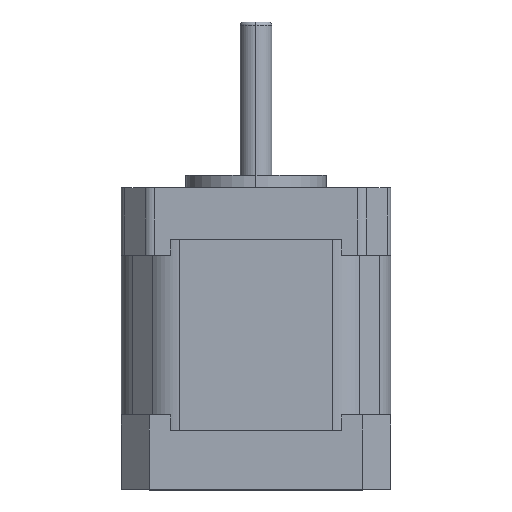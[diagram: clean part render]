
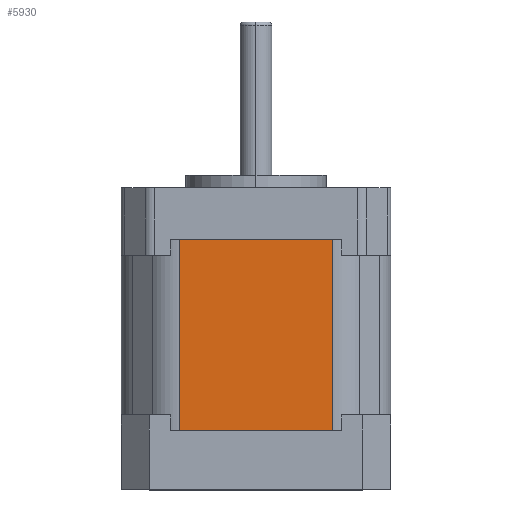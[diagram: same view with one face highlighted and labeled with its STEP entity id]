
A CAD part, top view. The second image highlights one B-rep face of the part: STEP entity #5930.
In plain terms, the highlighted planar face has unit normal (0, 0, 1).
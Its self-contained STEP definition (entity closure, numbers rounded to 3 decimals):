
#821 = AXIS2_PLACEMENT_3D ( 'NONE', #10701, #6270, #14172 ) ;
#1628 = LINE ( 'NONE', #9579, #3188 ) ;
#3110 = ORIENTED_EDGE ( 'NONE', *, *, #14154, .F. ) ;
#3188 = VECTOR ( 'NONE', #6241, 1000. ) ;
#3252 = DIRECTION ( 'NONE',  ( 1., 0., 0. ) ) ;
#3288 = CARTESIAN_POINT ( 'NONE',  ( -12.806, 15.164, 21.492 ) ) ;
#3383 = LINE ( 'NONE', #9171, #7786 ) ;
#3555 = VERTEX_POINT ( 'NONE', #12275 ) ;
#5592 = ORIENTED_EDGE ( 'NONE', *, *, #5724, .F. ) ;
#5724 = EDGE_CURVE ( 'NONE', #10437, #6509, #12258, .T. ) ;
#5930 = ADVANCED_FACE ( 'NONE', ( #8708 ), #9568, .F. ) ;
#6087 = LINE ( 'NONE', #12227, #10841 ) ;
#6241 = DIRECTION ( 'NONE',  ( -1., 0., 0. ) ) ;
#6270 = DIRECTION ( 'NONE',  ( 0., 0., -1. ) ) ;
#6509 = VERTEX_POINT ( 'NONE', #12084 ) ;
#6824 = CARTESIAN_POINT ( 'NONE',  ( 11.088, 15.164, 21.492 ) ) ;
#6832 = EDGE_CURVE ( 'NONE', #3555, #8091, #3383, .T. ) ;
#7786 = VECTOR ( 'NONE', #10350, 1000. ) ;
#8028 = EDGE_LOOP ( 'NONE', ( #10514, #9499, #5592, #3110 ) ) ;
#8091 = VERTEX_POINT ( 'NONE', #3288 ) ;
#8708 = FACE_OUTER_BOUND ( 'NONE', #8028, .T. ) ;
#9171 = CARTESIAN_POINT ( 'NONE',  ( -12.806, -14.836, 21.492 ) ) ;
#9499 = ORIENTED_EDGE ( 'NONE', *, *, #10920, .F. ) ;
#9568 = PLANE ( 'NONE',  #821 ) ;
#9579 = CARTESIAN_POINT ( 'NONE',  ( -17.61, -14.836, 21.492 ) ) ;
#9975 = CARTESIAN_POINT ( 'NONE',  ( 11.088, 15.164, 21.492 ) ) ;
#10350 = DIRECTION ( 'NONE',  ( 0., 1., 0. ) ) ;
#10437 = VERTEX_POINT ( 'NONE', #9975 ) ;
#10514 = ORIENTED_EDGE ( 'NONE', *, *, #6832, .F. ) ;
#10701 = CARTESIAN_POINT ( 'NONE',  ( -17.61, 15.164, 21.492 ) ) ;
#10841 = VECTOR ( 'NONE', #3252, 1000. ) ;
#10920 = EDGE_CURVE ( 'NONE', #6509, #3555, #1628, .T. ) ;
#12084 = CARTESIAN_POINT ( 'NONE',  ( 11.088, -14.836, 21.492 ) ) ;
#12227 = CARTESIAN_POINT ( 'NONE',  ( -17.61, 15.164, 21.492 ) ) ;
#12258 = LINE ( 'NONE', #6824, #13317 ) ;
#12275 = CARTESIAN_POINT ( 'NONE',  ( -12.806, -14.836, 21.492 ) ) ;
#13317 = VECTOR ( 'NONE', #13506, 1000. ) ;
#13506 = DIRECTION ( 'NONE',  ( 0., -1., 0. ) ) ;
#14154 = EDGE_CURVE ( 'NONE', #8091, #10437, #6087, .T. ) ;
#14172 = DIRECTION ( 'NONE',  ( -1., 0., 0. ) ) ;
